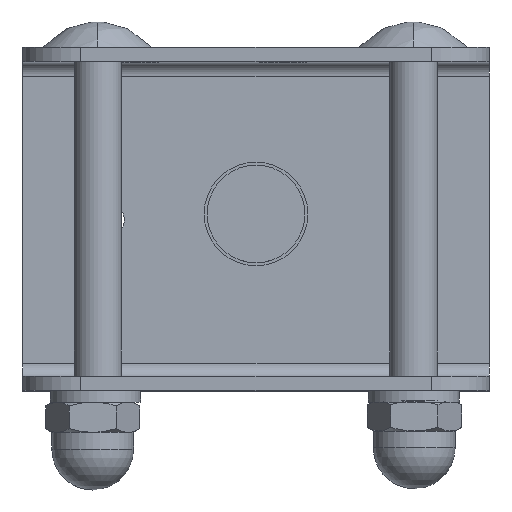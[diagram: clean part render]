
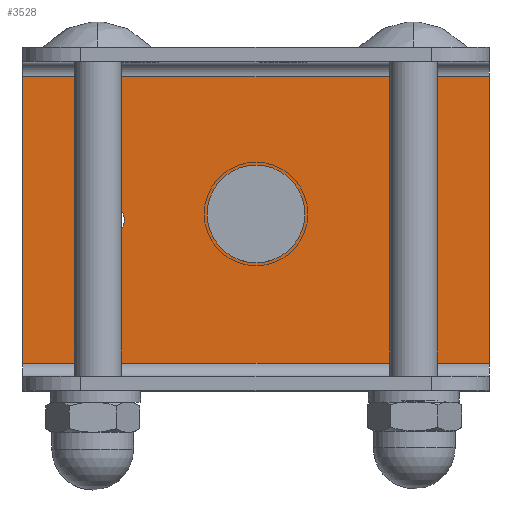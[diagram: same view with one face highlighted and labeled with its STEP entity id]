
A CAD part, top view. The second image highlights one B-rep face of the part: STEP entity #3528.
In plain terms, the highlighted planar face has unit normal (0, 0, 1).
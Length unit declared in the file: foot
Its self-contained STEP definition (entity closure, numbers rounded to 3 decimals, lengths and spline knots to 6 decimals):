
#229=FACE_BOUND('',#695,.T.);
#230=FACE_BOUND('',#696,.T.);
#303=PLANE('',#4197);
#459=FACE_OUTER_BOUND('',#694,.T.);
#694=EDGE_LOOP('',(#2993,#2994,#2995,#2996));
#695=EDGE_LOOP('',(#2997));
#696=EDGE_LOOP('',(#2998));
#957=LINE('',#6145,#1219);
#960=LINE('',#6154,#1222);
#995=LINE('',#6232,#1257);
#996=LINE('',#6234,#1258);
#1219=VECTOR('',#4963,1.);
#1222=VECTOR('',#4974,1.);
#1257=VECTOR('',#5091,1.);
#1258=VECTOR('',#5094,1.);
#1329=CIRCLE('',#4003,0.011068);
#1330=CIRCLE('',#4005,0.007833);
#1526=VERTEX_POINT('',#5651);
#1527=VERTEX_POINT('',#5655);
#1715=VERTEX_POINT('',#6142);
#1716=VERTEX_POINT('',#6144);
#1717=VERTEX_POINT('',#6151);
#1718=VERTEX_POINT('',#6153);
#1873=EDGE_CURVE('',#1526,#1526,#1329,.T.);
#1874=EDGE_CURVE('',#1527,#1527,#1330,.T.);
#2120=EDGE_CURVE('',#1715,#1716,#957,.T.);
#2125=EDGE_CURVE('',#1717,#1718,#960,.T.);
#2163=EDGE_CURVE('',#1716,#1717,#995,.T.);
#2164=EDGE_CURVE('',#1715,#1718,#996,.T.);
#2993=ORIENTED_EDGE('',*,*,#2163,.F.);
#2994=ORIENTED_EDGE('',*,*,#2120,.F.);
#2995=ORIENTED_EDGE('',*,*,#2164,.T.);
#2996=ORIENTED_EDGE('',*,*,#2125,.F.);
#2997=ORIENTED_EDGE('',*,*,#1874,.F.);
#2998=ORIENTED_EDGE('',*,*,#1873,.F.);
#3528=ADVANCED_FACE('',(#459,#229,#230),#303,.T.);
#4003=AXIS2_PLACEMENT_3D('',#5653,#4512,#4513);
#4005=AXIS2_PLACEMENT_3D('',#5656,#4516,#4517);
#4197=AXIS2_PLACEMENT_3D('',#6233,#5092,#5093);
#4512=DIRECTION('center_axis',(0.,0.,
1.));
#4513=DIRECTION('ref_axis',(0.,1.,0.));
#4516=DIRECTION('center_axis',(0.,0.,
1.));
#4517=DIRECTION('ref_axis',(0.,1.,0.));
#4963=DIRECTION('',(0.,-1.,0.));
#4974=DIRECTION('',(0.,1.,0.));
#5091=DIRECTION('',(-1.,0.,0.));
#5092=DIRECTION('center_axis',(0.,0.,
1.));
#5093=DIRECTION('ref_axis',(-1.,0.,0.));
#5094=DIRECTION('',(-1.,0.,0.));
#5651=CARTESIAN_POINT('',(0.000266,-0.011362,-0.141731));
#5653=CARTESIAN_POINT('Origin',(0.000266,-0.000295,
-0.141731));
#5655=CARTESIAN_POINT('',(-0.0664,-0.008128,-0.141731));
#5656=CARTESIAN_POINT('Origin',(-0.0664,-0.000295,
-0.141731));
#6142=CARTESIAN_POINT('',(0.104433,0.063664,-0.141731));
#6144=CARTESIAN_POINT('',(0.104433,-0.064253,-0.141731));
#6145=CARTESIAN_POINT('',(0.104433,0.063664,-0.141731));
#6151=CARTESIAN_POINT('',(-0.1039,-0.064253,-0.141731));
#6153=CARTESIAN_POINT('',(-0.1039,0.063664,-0.141731));
#6154=CARTESIAN_POINT('',(-0.1039,-0.064253,-0.141731));
#6232=CARTESIAN_POINT('',(0.104433,-0.064253,-0.141731));
#6233=CARTESIAN_POINT('Origin',(0.104433,0.069914,-0.141731));
#6234=CARTESIAN_POINT('',(0.104433,0.063664,-0.141731));
